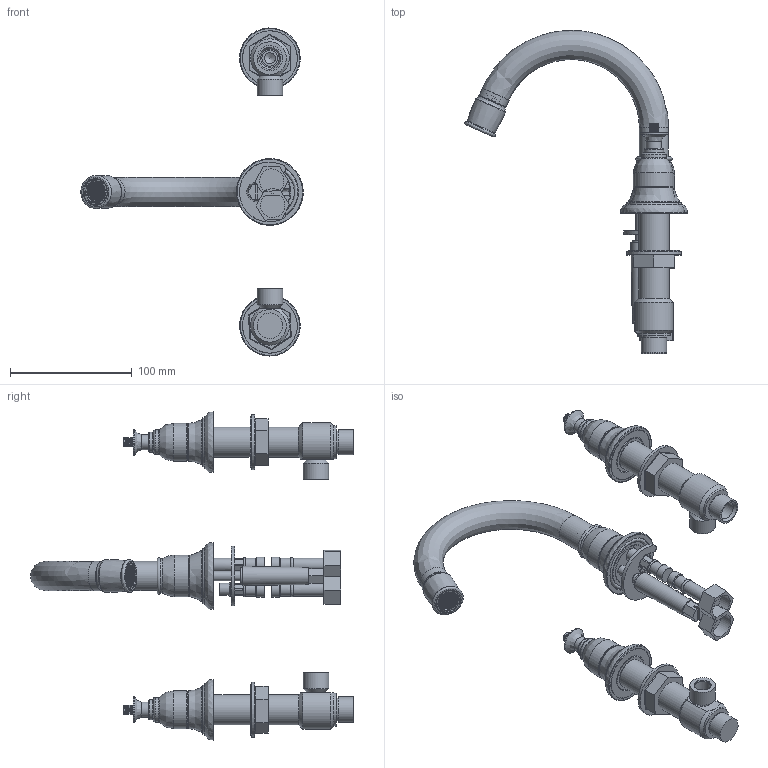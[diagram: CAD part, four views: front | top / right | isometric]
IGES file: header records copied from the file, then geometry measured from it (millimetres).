
Global section: file name: V216-NP; native system: Autodesk Inventor 2018; preprocessor: unknown; author: mstonelake; date: 20190708.144949; units: millimetre
Bounding box: 182.91 x 265.47 x 269.77 mm (x, y, z)
Volume: 338754 mm3; surface area: 173573.6 mm2
Topology: 38 solids, 39 shells, 2822 faces, 7370 edges, 4862 vertices
Faces by surface type: bspline 2822
